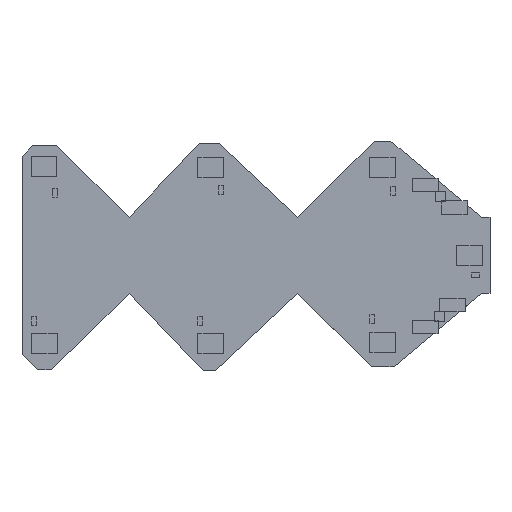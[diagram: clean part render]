
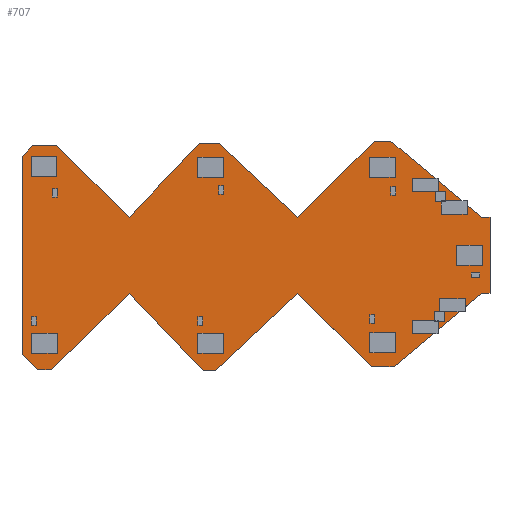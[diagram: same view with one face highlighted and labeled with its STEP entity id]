
A CAD part, top view. The second image highlights one B-rep face of the part: STEP entity #707.
In plain terms, the highlighted planar face has unit normal (0, 0, 1).
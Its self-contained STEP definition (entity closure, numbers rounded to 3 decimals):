
#110=CIRCLE($,#555,0.5);
#111=CIRCLE($,#556,0.5);
#114=CIRCLE($,#561,0.5);
#115=CIRCLE($,#562,0.5);
#118=CIRCLE($,#567,0.5);
#119=CIRCLE($,#568,0.5);
#122=CIRCLE($,#573,0.5);
#123=CIRCLE($,#574,0.5);
#126=CIRCLE($,#579,0.5);
#127=CIRCLE($,#580,0.5);
#130=CIRCLE($,#585,0.5);
#131=CIRCLE($,#586,0.5);
#387=FACE_OUTER_BOUND($,#459,.F.);
#411=FACE_OUTER_BOUND($,#483,.T.);
#415=FACE_OUTER_BOUND($,#487,.T.);
#419=FACE_OUTER_BOUND($,#491,.T.);
#423=FACE_OUTER_BOUND($,#495,.T.);
#427=FACE_OUTER_BOUND($,#499,.T.);
#431=FACE_OUTER_BOUND($,#503,.T.);
#459=EDGE_LOOP($,(#767,#768,#769,#770,#771,#772,#773,#774,#775,#776,#777,
#778,#779,#780,#781,#782,#783,#784,#785,#786,#787,#788));
#483=EDGE_LOOP($,(#899,#900));
#487=EDGE_LOOP($,(#911,#912));
#491=EDGE_LOOP($,(#923,#924));
#495=EDGE_LOOP($,(#935,#936));
#499=EDGE_LOOP($,(#947,#948));
#503=EDGE_LOOP($,(#959,#960));
#531=AXIS2_PLACEMENT_3D($,#1919,#1699,$);
#555=AXIS2_PLACEMENT_3D($,#1967,#1699,$);
#556=AXIS2_PLACEMENT_3D($,#1968,#1699,$);
#561=AXIS2_PLACEMENT_3D($,#1979,#1699,$);
#562=AXIS2_PLACEMENT_3D($,#1980,#1699,$);
#567=AXIS2_PLACEMENT_3D($,#1991,#1699,$);
#568=AXIS2_PLACEMENT_3D($,#1992,#1699,$);
#573=AXIS2_PLACEMENT_3D($,#2003,#1699,$);
#574=AXIS2_PLACEMENT_3D($,#2004,#1699,$);
#579=AXIS2_PLACEMENT_3D($,#2015,#1699,$);
#580=AXIS2_PLACEMENT_3D($,#2016,#1699,$);
#585=AXIS2_PLACEMENT_3D($,#2027,#1699,$);
#586=AXIS2_PLACEMENT_3D($,#2028,#1699,$);
#659=PLANE($,#531);
#707=ADVANCED_FACE($,(#387,#411,#415,#419,#423,#427,#431),#659,.T.);
#767=ORIENTED_EDGE($,*,*,#1067,.T.);
#768=ORIENTED_EDGE($,*,*,#1068,.T.);
#769=ORIENTED_EDGE($,*,*,#1069,.T.);
#770=ORIENTED_EDGE($,*,*,#1070,.T.);
#771=ORIENTED_EDGE($,*,*,#1071,.T.);
#772=ORIENTED_EDGE($,*,*,#1072,.T.);
#773=ORIENTED_EDGE($,*,*,#1073,.T.);
#774=ORIENTED_EDGE($,*,*,#1074,.T.);
#775=ORIENTED_EDGE($,*,*,#1075,.T.);
#776=ORIENTED_EDGE($,*,*,#1076,.T.);
#777=ORIENTED_EDGE($,*,*,#1077,.T.);
#778=ORIENTED_EDGE($,*,*,#1078,.T.);
#779=ORIENTED_EDGE($,*,*,#1079,.T.);
#780=ORIENTED_EDGE($,*,*,#1080,.T.);
#781=ORIENTED_EDGE($,*,*,#1081,.T.);
#782=ORIENTED_EDGE($,*,*,#1082,.T.);
#783=ORIENTED_EDGE($,*,*,#1083,.T.);
#784=ORIENTED_EDGE($,*,*,#1084,.T.);
#785=ORIENTED_EDGE($,*,*,#1085,.T.);
#786=ORIENTED_EDGE($,*,*,#1086,.T.);
#787=ORIENTED_EDGE($,*,*,#1087,.T.);
#788=ORIENTED_EDGE($,*,*,#1088,.T.);
#899=ORIENTED_EDGE($,*,*,#1134,.T.);
#900=ORIENTED_EDGE($,*,*,#1135,.T.);
#911=ORIENTED_EDGE($,*,*,#1141,.T.);
#912=ORIENTED_EDGE($,*,*,#1142,.T.);
#923=ORIENTED_EDGE($,*,*,#1148,.T.);
#924=ORIENTED_EDGE($,*,*,#1149,.T.);
#935=ORIENTED_EDGE($,*,*,#1155,.T.);
#936=ORIENTED_EDGE($,*,*,#1156,.T.);
#947=ORIENTED_EDGE($,*,*,#1162,.T.);
#948=ORIENTED_EDGE($,*,*,#1163,.T.);
#959=ORIENTED_EDGE($,*,*,#1169,.T.);
#960=ORIENTED_EDGE($,*,*,#1170,.T.);
#1067=EDGE_CURVE($,#1502,#1503,#1365,.T.);
#1068=EDGE_CURVE($,#1503,#1504,#1366,.T.);
#1069=EDGE_CURVE($,#1504,#1505,#1367,.T.);
#1070=EDGE_CURVE($,#1505,#1506,#1368,.T.);
#1071=EDGE_CURVE($,#1506,#1507,#1369,.T.);
#1072=EDGE_CURVE($,#1507,#1508,#1370,.T.);
#1073=EDGE_CURVE($,#1508,#1509,#1371,.T.);
#1074=EDGE_CURVE($,#1509,#1510,#1372,.T.);
#1075=EDGE_CURVE($,#1510,#1511,#1373,.T.);
#1076=EDGE_CURVE($,#1511,#1512,#1374,.T.);
#1077=EDGE_CURVE($,#1512,#1513,#1375,.T.);
#1078=EDGE_CURVE($,#1513,#1514,#1376,.T.);
#1079=EDGE_CURVE($,#1514,#1515,#1377,.T.);
#1080=EDGE_CURVE($,#1515,#1516,#1378,.T.);
#1081=EDGE_CURVE($,#1516,#1517,#1379,.T.);
#1082=EDGE_CURVE($,#1517,#1518,#1380,.T.);
#1083=EDGE_CURVE($,#1518,#1519,#1381,.T.);
#1084=EDGE_CURVE($,#1519,#1520,#1382,.T.);
#1085=EDGE_CURVE($,#1520,#1521,#1383,.T.);
#1086=EDGE_CURVE($,#1521,#1522,#1384,.T.);
#1087=EDGE_CURVE($,#1522,#1523,#1385,.T.);
#1088=EDGE_CURVE($,#1523,#1502,#1386,.T.);
#1134=EDGE_CURVE($,#1548,#1549,#110,.F.);
#1135=EDGE_CURVE($,#1549,#1548,#111,.F.);
#1141=EDGE_CURVE($,#1554,#1555,#114,.F.);
#1142=EDGE_CURVE($,#1555,#1554,#115,.F.);
#1148=EDGE_CURVE($,#1560,#1561,#118,.F.);
#1149=EDGE_CURVE($,#1561,#1560,#119,.F.);
#1155=EDGE_CURVE($,#1566,#1567,#122,.F.);
#1156=EDGE_CURVE($,#1567,#1566,#123,.F.);
#1162=EDGE_CURVE($,#1572,#1573,#126,.F.);
#1163=EDGE_CURVE($,#1573,#1572,#127,.F.);
#1169=EDGE_CURVE($,#1578,#1579,#130,.F.);
#1170=EDGE_CURVE($,#1579,#1578,#131,.F.);
#1228=VECTOR($,#1702,3.041);
#1229=VECTOR($,#1703,5.14);
#1230=VECTOR($,#1704,21.327);
#1231=VECTOR($,#1705,21.29);
#1232=VECTOR($,#1706,4.23);
#1233=VECTOR($,#1707,22.475);
#1234=VECTOR($,#1708,22.628);
#1235=VECTOR($,#1709,3.52);
#1236=VECTOR($,#1710,24.851);
#1237=VECTOR($,#1711,1.7);
#1238=VECTOR($,#1712,16.);
#1239=VECTOR($,#1713,1.7);
#1240=VECTOR($,#1714,23.977);
#1241=VECTOR($,#1715,4.74);
#1242=VECTOR($,#1716,21.85);
#1243=VECTOR($,#1717,23.671);
#1244=VECTOR($,#1718,2.58);
#1245=VECTOR($,#1719,22.421);
#1246=VECTOR($,#1720,22.897);
#1247=VECTOR($,#1721,2.92);
#1248=VECTOR($,#1722,4.596);
#1249=VECTOR($,#1723,41.6);
#1365=LINE($,#1918,#1228);
#1366=LINE($,#1919,#1229);
#1367=LINE($,#1920,#1230);
#1368=LINE($,#1921,#1231);
#1369=LINE($,#1922,#1232);
#1370=LINE($,#1923,#1233);
#1371=LINE($,#1924,#1234);
#1372=LINE($,#1925,#1235);
#1373=LINE($,#1926,#1236);
#1374=LINE($,#1927,#1237);
#1375=LINE($,#1928,#1238);
#1376=LINE($,#1929,#1239);
#1377=LINE($,#1930,#1240);
#1378=LINE($,#1931,#1241);
#1379=LINE($,#1932,#1242);
#1380=LINE($,#1933,#1243);
#1381=LINE($,#1934,#1244);
#1382=LINE($,#1935,#1245);
#1383=LINE($,#1936,#1246);
#1384=LINE($,#1937,#1247);
#1385=LINE($,#1938,#1248);
#1386=LINE($,#1939,#1249);
#1502=VERTEX_POINT($,#1918);
#1503=VERTEX_POINT($,#1919);
#1504=VERTEX_POINT($,#1920);
#1505=VERTEX_POINT($,#1921);
#1506=VERTEX_POINT($,#1922);
#1507=VERTEX_POINT($,#1923);
#1508=VERTEX_POINT($,#1924);
#1509=VERTEX_POINT($,#1925);
#1510=VERTEX_POINT($,#1926);
#1511=VERTEX_POINT($,#1927);
#1512=VERTEX_POINT($,#1928);
#1513=VERTEX_POINT($,#1929);
#1514=VERTEX_POINT($,#1930);
#1515=VERTEX_POINT($,#1931);
#1516=VERTEX_POINT($,#1932);
#1517=VERTEX_POINT($,#1933);
#1518=VERTEX_POINT($,#1934);
#1519=VERTEX_POINT($,#1935);
#1520=VERTEX_POINT($,#1936);
#1521=VERTEX_POINT($,#1937);
#1522=VERTEX_POINT($,#1938);
#1523=VERTEX_POINT($,#1939);
#1548=VERTEX_POINT($,#1964);
#1549=VERTEX_POINT($,#1965);
#1554=VERTEX_POINT($,#1976);
#1555=VERTEX_POINT($,#1977);
#1560=VERTEX_POINT($,#1988);
#1561=VERTEX_POINT($,#1989);
#1566=VERTEX_POINT($,#2000);
#1567=VERTEX_POINT($,#2001);
#1572=VERTEX_POINT($,#2012);
#1573=VERTEX_POINT($,#2013);
#1578=VERTEX_POINT($,#2024);
#1579=VERTEX_POINT($,#2025);
#1699=DIRECTION($,(0.,0.,1.));
#1702=DIRECTION($,(0.707,0.707,0.));
#1703=DIRECTION($,(1.,0.,0.));
#1704=DIRECTION($,(0.713,-0.701,0.));
#1705=DIRECTION($,(0.69,0.723,0.));
#1706=DIRECTION($,(1.,0.,0.));
#1707=DIRECTION($,(0.728,-0.685,0.));
#1708=DIRECTION($,(0.711,0.703,0.));
#1709=DIRECTION($,(1.,0.,0.));
#1710=DIRECTION($,(0.768,-0.64,0.));
#1711=DIRECTION($,(1.,0.,0.));
#1712=DIRECTION($,(0.,-1.,0.));
#1713=DIRECTION($,(-1.,0.,0.));
#1714=DIRECTION($,(-0.768,-0.64,0.));
#1715=DIRECTION($,(-1.,-0.002,0.));
#1716=DIRECTION($,(-0.711,0.703,0.));
#1717=DIRECTION($,(-0.728,-0.685,0.));
#1718=DIRECTION($,(-1.,0.,0.));
#1719=DIRECTION($,(-0.69,0.723,0.));
#1720=DIRECTION($,(-0.713,-0.701,0.));
#1721=DIRECTION($,(-1.,0.,0.));
#1722=DIRECTION($,(-0.707,0.707,0.));
#1723=DIRECTION($,(0.,1.,0.));
#1918=CARTESIAN_POINT('',(0.1,47.1,0.));
#1919=CARTESIAN_POINT('',(2.25,49.25,0.));
#1920=CARTESIAN_POINT('',(7.39,49.25,0.));
#1921=CARTESIAN_POINT('',(22.6,34.3,0.));
#1922=CARTESIAN_POINT('',(37.3,49.7,0.));
#1923=CARTESIAN_POINT('',(41.53,49.7,0.));
#1924=CARTESIAN_POINT('',(57.9,34.3,0.));
#1925=CARTESIAN_POINT('',(73.99,50.21,0.));
#1926=CARTESIAN_POINT('',(77.51,50.21,0.));
#1927=CARTESIAN_POINT('',(96.6,34.3,0.));
#1928=CARTESIAN_POINT('',(98.3,34.3,0.));
#1929=CARTESIAN_POINT('',(98.3,18.3,0.));
#1930=CARTESIAN_POINT('',(96.6,18.3,0.));
#1931=CARTESIAN_POINT('',(78.18,2.95,0.));
#1932=CARTESIAN_POINT('',(73.44,2.94,0.));
#1933=CARTESIAN_POINT('',(57.9,18.3,0.));
#1934=CARTESIAN_POINT('',(40.66,2.08,0.));
#1935=CARTESIAN_POINT('',(38.08,2.08,0.));
#1936=CARTESIAN_POINT('',(22.6,18.3,0.));
#1937=CARTESIAN_POINT('',(6.27,2.25,0.));
#1938=CARTESIAN_POINT('',(3.35,2.25,0.));
#1939=CARTESIAN_POINT('',(0.1,5.5,0.));
#1964=CARTESIAN_POINT('',(91.3,36.3,0.));
#1965=CARTESIAN_POINT('',(90.3,36.3,0.));
#1967=CARTESIAN_POINT('',(90.8,36.3,0.));
#1968=CARTESIAN_POINT('',(90.8,36.3,0.));
#1976=CARTESIAN_POINT('',(85.2,41.1,0.));
#1977=CARTESIAN_POINT('',(84.2,41.1,0.));
#1979=CARTESIAN_POINT('',(84.7,41.1,0.));
#1980=CARTESIAN_POINT('',(84.7,41.1,0.));
#1988=CARTESIAN_POINT('',(85.2,11.2,0.));
#1989=CARTESIAN_POINT('',(84.2,11.2,0.));
#1991=CARTESIAN_POINT('',(84.7,11.2,0.));
#1992=CARTESIAN_POINT('',(84.7,11.2,0.));
#2000=CARTESIAN_POINT('',(90.9,15.8,0.));
#2001=CARTESIAN_POINT('',(89.9,15.8,0.));
#2003=CARTESIAN_POINT('',(90.4,15.8,0.));
#2004=CARTESIAN_POINT('',(90.4,15.8,0.));
#2012=CARTESIAN_POINT('',(88.5,38.6,0.));
#2013=CARTESIAN_POINT('',(87.5,38.6,0.));
#2015=CARTESIAN_POINT('',(88.,38.6,0.));
#2016=CARTESIAN_POINT('',(88.,38.6,0.));
#2024=CARTESIAN_POINT('',(88.3,13.5,0.));
#2025=CARTESIAN_POINT('',(87.3,13.5,0.));
#2027=CARTESIAN_POINT('',(87.8,13.5,0.));
#2028=CARTESIAN_POINT('',(87.8,13.5,0.));
